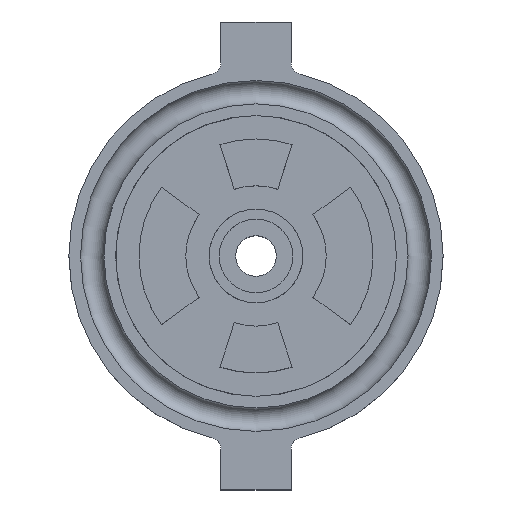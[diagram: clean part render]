
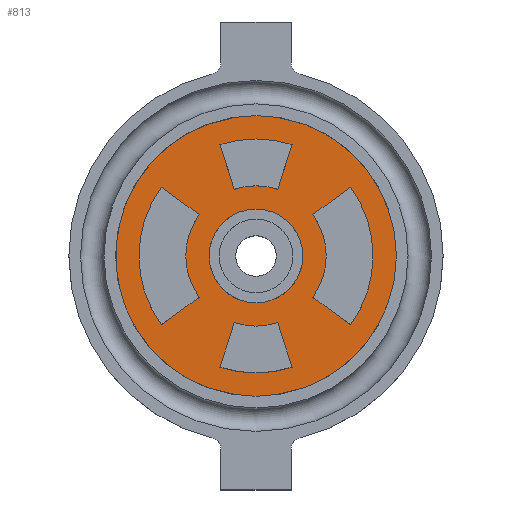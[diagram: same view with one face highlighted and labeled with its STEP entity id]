
A CAD part, top view. The second image highlights one B-rep face of the part: STEP entity #813.
In plain terms, the highlighted planar face has unit normal (0, 0, 1).
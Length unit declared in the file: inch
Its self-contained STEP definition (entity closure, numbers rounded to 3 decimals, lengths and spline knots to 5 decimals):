
#24=FACE_BOUND('',#149,.T.);
#25=FACE_BOUND('',#150,.T.);
#26=FACE_BOUND('',#151,.T.);
#27=FACE_BOUND('',#152,.T.);
#28=FACE_BOUND('',#153,.T.);
#53=PLANE('',#916);
#98=FACE_OUTER_BOUND('',#148,.T.);
#148=EDGE_LOOP('',(#684,#685,#686,#687,#688));
#149=EDGE_LOOP('',(#689,#690,#691,#692));
#150=EDGE_LOOP('',(#693,#694,#695,#696));
#151=EDGE_LOOP('',(#697,#698,#699,#700));
#152=EDGE_LOOP('',(#701,#702,#703,#704));
#153=EDGE_LOOP('',(#705,#706));
#184=LINE('',#1250,#246);
#189=LINE('',#1264,#251);
#192=LINE('',#1275,#254);
#197=LINE('',#1289,#259);
#202=LINE('',#1308,#264);
#206=LINE('',#1319,#268);
#208=LINE('',#1325,#270);
#213=LINE('',#1339,#275);
#246=VECTOR('',#995,0.3937);
#251=VECTOR('',#1008,0.3937);
#254=VECTOR('',#1021,0.3937);
#259=VECTOR('',#1034,0.3937);
#264=VECTOR('',#1055,0.3937);
#268=VECTOR('',#1067,0.3937);
#270=VECTOR('',#1073,0.3937);
#275=VECTOR('',#1086,0.3937);
#300=CIRCLE('',#858,0.375);
#302=CIRCLE('',#862,0.625);
#304=CIRCLE('',#867,0.375);
#306=CIRCLE('',#871,0.625);
#308=CIRCLE('',#875,0.625);
#310=CIRCLE('',#879,0.375);
#312=CIRCLE('',#885,0.375);
#314=CIRCLE('',#889,0.625);
#316=CIRCLE('',#893,0.75);
#317=CIRCLE('',#895,0.75);
#325=CIRCLE('',#909,0.25);
#326=CIRCLE('',#910,0.25);
#327=CIRCLE('',#913,0.75);
#328=CIRCLE('',#914,0.75);
#329=CIRCLE('',#915,0.75);
#361=VERTEX_POINT('',#1248);
#362=VERTEX_POINT('',#1249);
#365=VERTEX_POINT('',#1257);
#367=VERTEX_POINT('',#1263);
#369=VERTEX_POINT('',#1273);
#370=VERTEX_POINT('',#1274);
#373=VERTEX_POINT('',#1282);
#375=VERTEX_POINT('',#1288);
#377=VERTEX_POINT('',#1298);
#378=VERTEX_POINT('',#1299);
#381=VERTEX_POINT('',#1307);
#383=VERTEX_POINT('',#1313);
#385=VERTEX_POINT('',#1323);
#386=VERTEX_POINT('',#1324);
#389=VERTEX_POINT('',#1332);
#391=VERTEX_POINT('',#1338);
#393=VERTEX_POINT('',#1348);
#394=VERTEX_POINT('',#1349);
#395=VERTEX_POINT('',#1366);
#396=VERTEX_POINT('',#1367);
#406=VERTEX_POINT('',#1467);
#407=VERTEX_POINT('',#1469);
#408=VERTEX_POINT('',#1474);
#441=EDGE_CURVE('',#361,#362,#184,.T.);
#445=EDGE_CURVE('',#362,#365,#300,.T.);
#448=EDGE_CURVE('',#365,#367,#189,.T.);
#451=EDGE_CURVE('',#367,#361,#302,.T.);
#453=EDGE_CURVE('',#369,#370,#192,.T.);
#457=EDGE_CURVE('',#370,#373,#304,.T.);
#460=EDGE_CURVE('',#373,#375,#197,.T.);
#463=EDGE_CURVE('',#375,#369,#306,.T.);
#465=EDGE_CURVE('',#377,#378,#308,.T.);
#469=EDGE_CURVE('',#378,#381,#202,.T.);
#472=EDGE_CURVE('',#381,#383,#310,.T.);
#475=EDGE_CURVE('',#383,#377,#206,.T.);
#477=EDGE_CURVE('',#385,#386,#208,.T.);
#481=EDGE_CURVE('',#386,#389,#312,.T.);
#484=EDGE_CURVE('',#389,#391,#213,.T.);
#487=EDGE_CURVE('',#391,#385,#314,.T.);
#490=EDGE_CURVE('',#394,#393,#316,.T.);
#492=EDGE_CURVE('',#396,#395,#317,.T.);
#509=EDGE_CURVE('',#406,#407,#325,.T.);
#510=EDGE_CURVE('',#407,#406,#326,.T.);
#512=EDGE_CURVE('',#408,#395,#327,.T.);
#513=EDGE_CURVE('',#396,#393,#328,.T.);
#514=EDGE_CURVE('',#394,#408,#329,.T.);
#684=ORIENTED_EDGE('',*,*,#514,.F.);
#685=ORIENTED_EDGE('',*,*,#490,.T.);
#686=ORIENTED_EDGE('',*,*,#513,.F.);
#687=ORIENTED_EDGE('',*,*,#492,.T.);
#688=ORIENTED_EDGE('',*,*,#512,.F.);
#689=ORIENTED_EDGE('',*,*,#441,.T.);
#690=ORIENTED_EDGE('',*,*,#445,.T.);
#691=ORIENTED_EDGE('',*,*,#448,.T.);
#692=ORIENTED_EDGE('',*,*,#451,.T.);
#693=ORIENTED_EDGE('',*,*,#453,.T.);
#694=ORIENTED_EDGE('',*,*,#457,.T.);
#695=ORIENTED_EDGE('',*,*,#460,.T.);
#696=ORIENTED_EDGE('',*,*,#463,.T.);
#697=ORIENTED_EDGE('',*,*,#465,.T.);
#698=ORIENTED_EDGE('',*,*,#469,.T.);
#699=ORIENTED_EDGE('',*,*,#472,.T.);
#700=ORIENTED_EDGE('',*,*,#475,.T.);
#701=ORIENTED_EDGE('',*,*,#477,.T.);
#702=ORIENTED_EDGE('',*,*,#481,.T.);
#703=ORIENTED_EDGE('',*,*,#484,.T.);
#704=ORIENTED_EDGE('',*,*,#487,.T.);
#705=ORIENTED_EDGE('',*,*,#510,.F.);
#706=ORIENTED_EDGE('',*,*,#509,.F.);
#813=ADVANCED_FACE('',(#98,#24,#25,#26,#27,#28),#53,.T.);
#858=AXIS2_PLACEMENT_3D('',#1258,#1001,#1002);
#862=AXIS2_PLACEMENT_3D('',#1269,#1013,#1014);
#867=AXIS2_PLACEMENT_3D('',#1283,#1027,#1028);
#871=AXIS2_PLACEMENT_3D('',#1294,#1039,#1040);
#875=AXIS2_PLACEMENT_3D('',#1300,#1047,#1048);
#879=AXIS2_PLACEMENT_3D('',#1314,#1060,#1061);
#885=AXIS2_PLACEMENT_3D('',#1333,#1079,#1080);
#889=AXIS2_PLACEMENT_3D('',#1344,#1091,#1092);
#893=AXIS2_PLACEMENT_3D('',#1364,#1099,#1100);
#895=AXIS2_PLACEMENT_3D('',#1382,#1103,#1104);
#909=AXIS2_PLACEMENT_3D('',#1470,#1136,#1137);
#910=AXIS2_PLACEMENT_3D('',#1471,#1138,#1139);
#913=AXIS2_PLACEMENT_3D('',#1476,#1145,#1146);
#914=AXIS2_PLACEMENT_3D('',#1477,#1147,#1148);
#915=AXIS2_PLACEMENT_3D('',#1478,#1149,#1150);
#916=AXIS2_PLACEMENT_3D('',#1479,#1151,#1152);
#995=DIRECTION('',(-0.809,0.588,0.));
#1001=DIRECTION('center_axis',(0.,0.,1.));
#1002=DIRECTION('ref_axis',(-1.,0.,0.));
#1008=DIRECTION('',(0.809,0.588,0.));
#1013=DIRECTION('center_axis',(0.,0.,-1.));
#1014=DIRECTION('ref_axis',(-1.,0.,0.));
#1021=DIRECTION('',(-0.309,-0.951,0.));
#1027=DIRECTION('center_axis',(0.,0.,1.));
#1028=DIRECTION('ref_axis',(-1.,0.,0.));
#1034=DIRECTION('',(-0.309,0.951,0.));
#1039=DIRECTION('center_axis',(0.,0.,-1.));
#1040=DIRECTION('ref_axis',(-1.,0.,0.));
#1047=DIRECTION('center_axis',(0.,0.,-1.));
#1048=DIRECTION('ref_axis',(-1.,0.,0.));
#1055=DIRECTION('',(0.809,-0.588,0.));
#1060=DIRECTION('center_axis',(0.,0.,1.));
#1061=DIRECTION('ref_axis',(-1.,0.,0.));
#1067=DIRECTION('',(-0.809,-0.588,0.));
#1073=DIRECTION('',(0.309,0.951,0.));
#1079=DIRECTION('center_axis',(0.,0.,1.));
#1080=DIRECTION('ref_axis',(-1.,0.,0.));
#1086=DIRECTION('',(0.309,-0.951,0.));
#1091=DIRECTION('center_axis',(0.,0.,-1.));
#1092=DIRECTION('ref_axis',(-1.,0.,0.));
#1099=DIRECTION('center_axis',(0.,0.,1.));
#1100=DIRECTION('ref_axis',(-1.,0.,0.));
#1103=DIRECTION('center_axis',(0.,0.,1.));
#1104=DIRECTION('ref_axis',(-1.,0.,0.));
#1136=DIRECTION('center_axis',(0.,0.,1.));
#1137=DIRECTION('ref_axis',(-1.,0.,0.));
#1138=DIRECTION('center_axis',(0.,0.,1.));
#1139=DIRECTION('ref_axis',(-1.,0.,0.));
#1145=DIRECTION('center_axis',(0.,0.,-1.));
#1146=DIRECTION('ref_axis',(-1.,0.,0.));
#1147=DIRECTION('center_axis',(0.,0.,-1.));
#1148=DIRECTION('ref_axis',(-1.,0.,0.));
#1149=DIRECTION('center_axis',(0.,0.,-1.));
#1150=DIRECTION('ref_axis',(-1.,0.,0.));
#1151=DIRECTION('center_axis',(0.,0.,1.));
#1152=DIRECTION('ref_axis',(-1.,0.,0.));
#1248=CARTESIAN_POINT('',(0.50564,-0.36737,0.125));
#1249=CARTESIAN_POINT('',(0.30338,-0.22042,0.125));
#1250=CARTESIAN_POINT('',(0.15169,-0.11021,0.125));
#1257=CARTESIAN_POINT('',(0.30338,0.22042,0.125));
#1258=CARTESIAN_POINT('Origin',(0.,0.,0.125));
#1263=CARTESIAN_POINT('',(0.50564,0.36737,0.125));
#1264=CARTESIAN_POINT('',(0.25282,0.18368,0.125));
#1269=CARTESIAN_POINT('Origin',(0.,0.,0.125));
#1273=CARTESIAN_POINT('',(0.19314,0.59441,0.125));
#1274=CARTESIAN_POINT('',(0.11588,0.35665,0.125));
#1275=CARTESIAN_POINT('',(0.05794,0.17832,0.125));
#1282=CARTESIAN_POINT('',(-0.11588,0.35665,0.125));
#1283=CARTESIAN_POINT('Origin',(0.,0.,0.125));
#1288=CARTESIAN_POINT('',(-0.19314,0.59441,0.125));
#1289=CARTESIAN_POINT('',(-0.09657,0.29721,0.125));
#1294=CARTESIAN_POINT('Origin',(0.,0.,0.125));
#1298=CARTESIAN_POINT('',(-0.50564,-0.36737,0.125));
#1299=CARTESIAN_POINT('',(-0.50564,0.36737,0.125));
#1300=CARTESIAN_POINT('Origin',(0.,0.,0.125));
#1307=CARTESIAN_POINT('',(-0.30338,0.22042,0.125));
#1308=CARTESIAN_POINT('',(-0.15169,0.11021,0.125));
#1313=CARTESIAN_POINT('',(-0.30338,-0.22042,0.125));
#1314=CARTESIAN_POINT('Origin',(0.,0.,0.125));
#1319=CARTESIAN_POINT('',(-0.25282,-0.18368,0.125));
#1323=CARTESIAN_POINT('',(-0.19314,-0.59441,0.125));
#1324=CARTESIAN_POINT('',(-0.11588,-0.35665,0.125));
#1325=CARTESIAN_POINT('',(-0.05794,-0.17832,0.125));
#1332=CARTESIAN_POINT('',(0.11588,-0.35665,0.125));
#1333=CARTESIAN_POINT('Origin',(0.,0.,0.125));
#1338=CARTESIAN_POINT('',(0.19314,-0.59441,0.125));
#1339=CARTESIAN_POINT('',(0.09657,-0.29721,0.125));
#1344=CARTESIAN_POINT('Origin',(0.,0.,0.125));
#1348=CARTESIAN_POINT('',(-0.10825,0.74215,0.125));
#1349=CARTESIAN_POINT('',(0.10825,0.74215,0.125));
#1364=CARTESIAN_POINT('Origin',(0.,0.,0.125));
#1366=CARTESIAN_POINT('',(0.10825,-0.74215,0.125));
#1367=CARTESIAN_POINT('',(-0.10825,-0.74215,0.125));
#1382=CARTESIAN_POINT('Origin',(0.,0.,0.125));
#1467=CARTESIAN_POINT('',(0.25,0.,0.125));
#1469=CARTESIAN_POINT('',(-0.10825,-0.22535,0.125));
#1470=CARTESIAN_POINT('Origin',(0.,0.,0.125));
#1471=CARTESIAN_POINT('Origin',(0.,0.,0.125));
#1474=CARTESIAN_POINT('',(0.75,0.,0.125));
#1476=CARTESIAN_POINT('Origin',(0.,0.,0.125));
#1477=CARTESIAN_POINT('Origin',(0.,0.,0.125));
#1478=CARTESIAN_POINT('Origin',(0.,0.,0.125));
#1479=CARTESIAN_POINT('Origin',(0.,0.,0.125));
